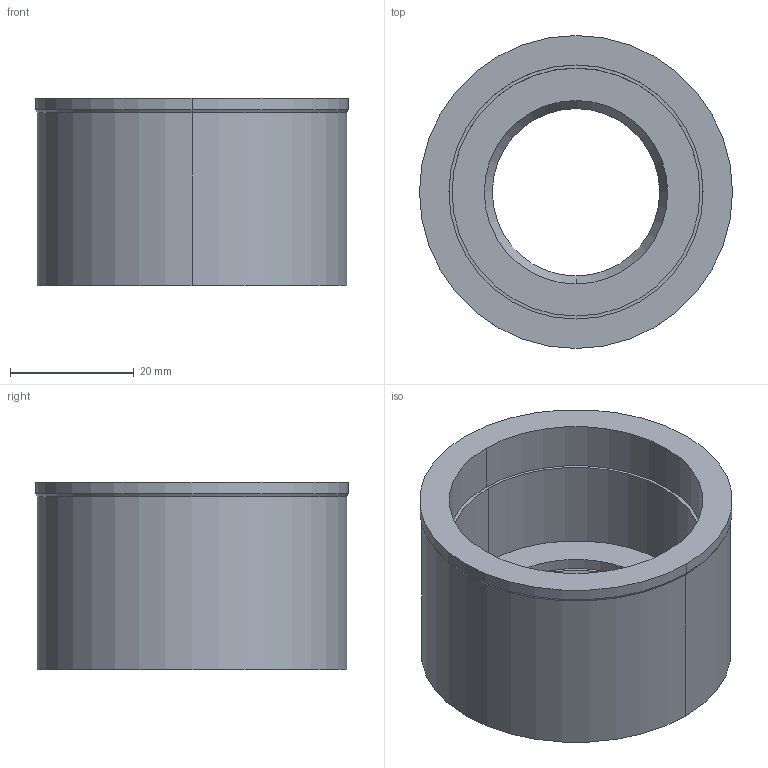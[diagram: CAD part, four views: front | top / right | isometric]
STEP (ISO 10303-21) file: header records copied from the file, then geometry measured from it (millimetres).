
FILE_DESCRIPTION((''),'2;1');
FILE_NAME('MERN32','2018-05-14T',('ykawabe'),(''),'CREO PARAMETRIC BY PTC INC, 2016380','CREO PARAMETRIC BY PTC INC, 2016380','');
FILE_SCHEMA(('AUTOMOTIVE_DESIGN { 1 0 10303 214 1 1 1 1 }'));
Length unit declared in the file: millimetre
Products named in the file (1): MERN32
Bounding box: 50.5 x 50.5 x 30.2 mm (x, y, z)
Volume: 25287.2 mm3; surface area: 11392.9 mm2
Topology: 1 solids, 1 shells, 24 faces, 48 edges, 30 vertices
Faces by surface type: cylinder 14, plane 6, cone 4
Entity records: 1049 total; most frequent: DIRECTION 136, CARTESIAN_POINT 109, ORIENTED_EDGE 96, AXIS2_PLACEMENT_3D 59, PRESENTATION_STYLE_ASSIGNMENT 53, STYLED_ITEM 53, CURVE_STYLE 52, EDGE_CURVE 48
